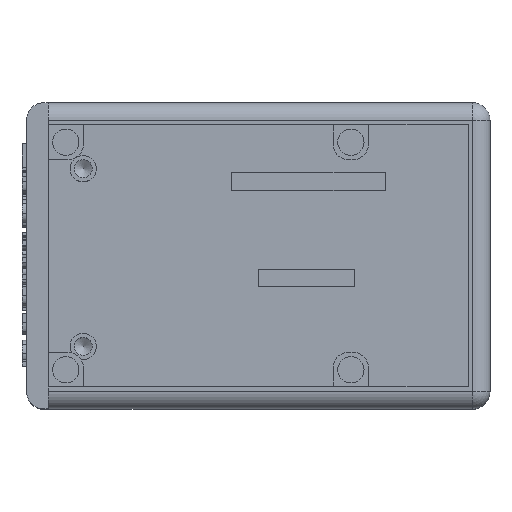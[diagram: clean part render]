
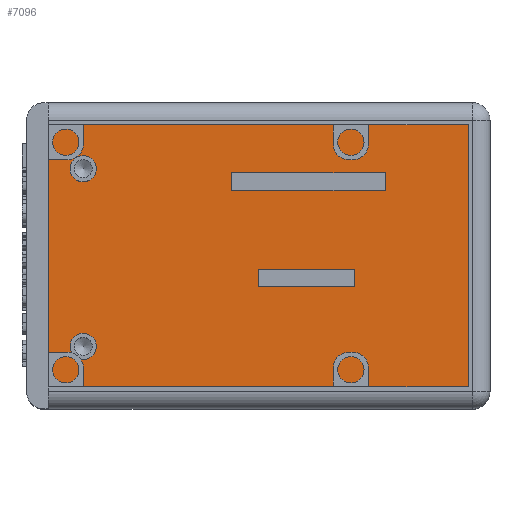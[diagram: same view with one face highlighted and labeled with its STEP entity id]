
A CAD part, top view. The second image highlights one B-rep face of the part: STEP entity #7096.
In plain terms, the highlighted planar face has unit normal (0, 0, 1).
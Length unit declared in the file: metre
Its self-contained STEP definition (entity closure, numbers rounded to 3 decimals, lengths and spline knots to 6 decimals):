
#492=CIRCLE('',#7577,0.0015);
#493=CIRCLE('',#7578,0.0015);
#994=ORIENTED_EDGE('',*,*,#3153,.F.);
#995=ORIENTED_EDGE('',*,*,#3154,.F.);
#996=ORIENTED_EDGE('',*,*,#3155,.T.);
#997=ORIENTED_EDGE('',*,*,#3156,.T.);
#998=ORIENTED_EDGE('',*,*,#3157,.F.);
#999=ORIENTED_EDGE('',*,*,#3158,.F.);
#1000=ORIENTED_EDGE('',*,*,#3159,.T.);
#1001=ORIENTED_EDGE('',*,*,#3160,.T.);
#1002=ORIENTED_EDGE('',*,*,#3161,.T.);
#1003=ORIENTED_EDGE('',*,*,#3162,.T.);
#1004=ORIENTED_EDGE('',*,*,#2786,.F.);
#1005=ORIENTED_EDGE('',*,*,#2817,.F.);
#1006=ORIENTED_EDGE('',*,*,#2853,.T.);
#1007=ORIENTED_EDGE('',*,*,#2800,.T.);
#2786=EDGE_CURVE('',#3872,#3866,#4592,.T.);
#2800=EDGE_CURVE('',#3878,#3866,#4606,.T.);
#2817=EDGE_CURVE('',#3901,#3872,#4623,.T.);
#2853=EDGE_CURVE('',#3901,#3878,#4655,.T.);
#3153=EDGE_CURVE('',#4230,#4231,#4792,.T.);
#3154=EDGE_CURVE('',#4232,#4230,#4793,.T.);
#3155=EDGE_CURVE('',#4232,#4233,#4794,.T.);
#3156=EDGE_CURVE('',#4233,#4231,#4795,.T.);
#3157=EDGE_CURVE('',#4234,#4235,#4796,.T.);
#3158=EDGE_CURVE('',#4236,#4234,#4797,.T.);
#3159=EDGE_CURVE('',#4236,#4237,#4798,.T.);
#3160=EDGE_CURVE('',#4237,#4235,#4799,.T.);
#3161=EDGE_CURVE('',#4238,#4238,#492,.F.);
#3162=EDGE_CURVE('',#4239,#4239,#493,.F.);
#3866=VERTEX_POINT('',#9639);
#3872=VERTEX_POINT('',#9651);
#3878=VERTEX_POINT('',#9664);
#3901=VERTEX_POINT('',#9715);
#4230=VERTEX_POINT('',#10595);
#4231=VERTEX_POINT('',#10596);
#4232=VERTEX_POINT('',#10598);
#4233=VERTEX_POINT('',#10600);
#4234=VERTEX_POINT('',#10603);
#4235=VERTEX_POINT('',#10604);
#4236=VERTEX_POINT('',#10606);
#4237=VERTEX_POINT('',#10608);
#4238=VERTEX_POINT('',#10611);
#4239=VERTEX_POINT('',#10613);
#4592=LINE('',#9652,#5294);
#4606=LINE('',#9679,#5308);
#4623=LINE('',#9714,#5325);
#4655=LINE('',#9788,#5357);
#4792=LINE('',#10594,#5494);
#4793=LINE('',#10597,#5495);
#4794=LINE('',#10599,#5496);
#4795=LINE('',#10601,#5497);
#4796=LINE('',#10602,#5498);
#4797=LINE('',#10605,#5499);
#4798=LINE('',#10607,#5500);
#4799=LINE('',#10609,#5501);
#5294=VECTOR('',#7994,1.);
#5308=VECTOR('',#8010,1.);
#5325=VECTOR('',#8031,1.);
#5357=VECTOR('',#8077,1.);
#5494=VECTOR('',#8340,1.);
#5495=VECTOR('',#8341,1.);
#5496=VECTOR('',#8342,1.);
#5497=VECTOR('',#8343,1.);
#5498=VECTOR('',#8344,1.);
#5499=VECTOR('',#8345,1.);
#5500=VECTOR('',#8346,1.);
#5501=VECTOR('',#8347,1.);
#6023=EDGE_LOOP('',(#994,#995,#996,#997));
#6024=EDGE_LOOP('',(#998,#999,#1000,#1001));
#6025=EDGE_LOOP('',(#1002));
#6026=EDGE_LOOP('',(#1003));
#6027=EDGE_LOOP('',(#1004,#1005,#1006,#1007));
#6473=FACE_BOUND('',#6023,.T.);
#6474=FACE_BOUND('',#6024,.T.);
#6475=FACE_BOUND('',#6025,.T.);
#6476=FACE_BOUND('',#6026,.T.);
#6477=FACE_BOUND('',#6027,.T.);
#6897=PLANE('',#7576);
#7096=ADVANCED_FACE('',(#6473,#6474,#6475,#6476,#6477),#6897,.T.);
#7576=AXIS2_PLACEMENT_3D('',#10593,#8338,#8339);
#7577=AXIS2_PLACEMENT_3D('',#10610,#8348,#8349);
#7578=AXIS2_PLACEMENT_3D('',#10612,#8350,#8351);
#7994=DIRECTION('',(-1.,0.,0.));
#8010=DIRECTION('',(0.,-1.,0.));
#8031=DIRECTION('',(0.,-1.,0.));
#8077=DIRECTION('',(-1.,0.,0.));
#8338=DIRECTION('',(0.,0.,1.));
#8339=DIRECTION('',(1.,0.,0.));
#8340=DIRECTION('',(0.,1.,0.));
#8341=DIRECTION('',(1.,0.,0.));
#8342=DIRECTION('',(0.,1.,0.));
#8343=DIRECTION('',(1.,0.,0.));
#8344=DIRECTION('',(0.,1.,0.));
#8345=DIRECTION('',(1.,0.,0.));
#8346=DIRECTION('',(0.,1.,0.));
#8347=DIRECTION('',(1.,0.,0.));
#8348=DIRECTION('',(0.,0.,1.));
#8349=DIRECTION('',(1.,0.,0.));
#8350=DIRECTION('',(0.,0.,1.));
#8351=DIRECTION('',(1.,0.,0.));
#9639=CARTESIAN_POINT('',(-0.024,-0.015,0.0025));
#9651=CARTESIAN_POINT('',(0.024,-0.015,0.0025));
#9652=CARTESIAN_POINT('',(-0.00225,-0.015,0.0025));
#9664=CARTESIAN_POINT('',(-0.024,0.015,0.0025));
#9679=CARTESIAN_POINT('',(-0.024,0.,0.0025));
#9714=CARTESIAN_POINT('',(0.024,0.,0.0025));
#9715=CARTESIAN_POINT('',(0.024,0.015,0.0025));
#9788=CARTESIAN_POINT('',(0.,0.015,0.0025));
#10593=CARTESIAN_POINT('',(0.,0.,0.0025));
#10594=CARTESIAN_POINT('',(0.0145,0.,0.0025));
#10595=CARTESIAN_POINT('',(0.0145,0.0075,0.0025));
#10596=CARTESIAN_POINT('',(0.0145,0.0095,0.0025));
#10597=CARTESIAN_POINT('',(0.,0.0075,0.0025));
#10598=CARTESIAN_POINT('',(-0.003,0.0075,0.0025));
#10599=CARTESIAN_POINT('',(-0.003,0.,0.0025));
#10600=CARTESIAN_POINT('',(-0.003,0.0095,0.0025));
#10601=CARTESIAN_POINT('',(0.,0.0095,0.0025));
#10602=CARTESIAN_POINT('',(0.011,0.,0.0025));
#10603=CARTESIAN_POINT('',(0.011,-0.0035,0.0025));
#10604=CARTESIAN_POINT('',(0.011,-0.0015,0.0025));
#10605=CARTESIAN_POINT('',(0.,-0.0035,0.0025));
#10606=CARTESIAN_POINT('',(0.,-0.0035,0.0025));
#10607=CARTESIAN_POINT('',(0.,0.,0.0025));
#10608=CARTESIAN_POINT('',(0.,-0.0015,0.0025));
#10609=CARTESIAN_POINT('',(0.,-0.0015,0.0025));
#10610=CARTESIAN_POINT('',(-0.02,0.01,0.0025));
#10611=CARTESIAN_POINT('',(-0.0185,0.01,0.0025));
#10612=CARTESIAN_POINT('',(-0.02,-0.01032,0.0025));
#10613=CARTESIAN_POINT('',(-0.0185,-0.01032,0.0025));
